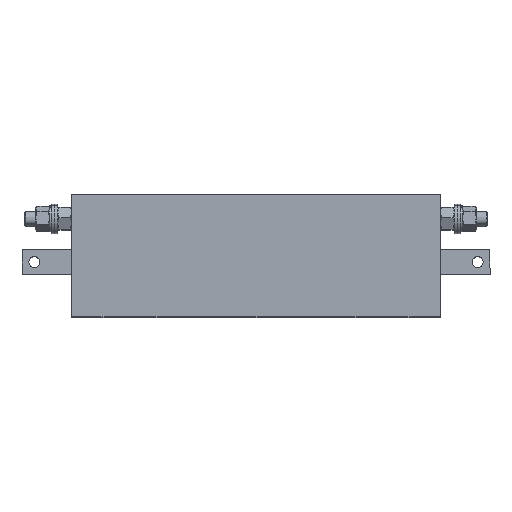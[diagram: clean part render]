
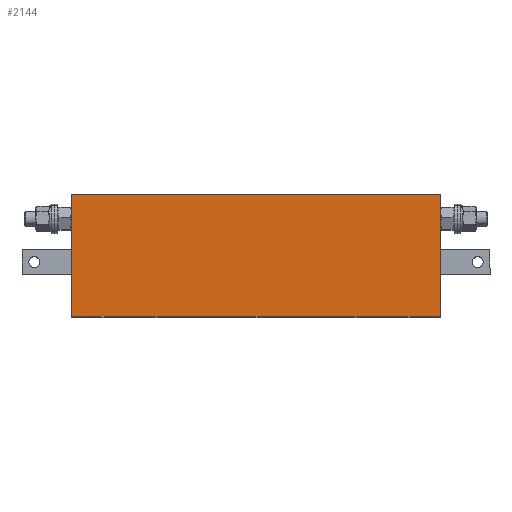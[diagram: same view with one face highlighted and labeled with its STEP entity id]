
A CAD part, top view. The second image highlights one B-rep face of the part: STEP entity #2144.
In plain terms, the highlighted planar face has unit normal (0, 0, 1).
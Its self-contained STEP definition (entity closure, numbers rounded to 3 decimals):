
#262 = LINE ( 'NONE', #1056, #4863 ) ;
#292 = FACE_OUTER_BOUND ( 'NONE', #3136, .T. ) ;
#536 = VECTOR ( 'NONE', #6178, 1000. ) ;
#576 = CARTESIAN_POINT ( 'NONE',  ( 150., 0., 105. ) ) ;
#998 = EDGE_CURVE ( 'Defeature ausgef�hrt1_13+Defeature ausgef�hrt1_12+Defeature ausgef�hrt1_0+Defeature ausgef�hrt1_1', #6963, #4623, #1092, .T. ) ;
#1056 = CARTESIAN_POINT ( 'NONE',  ( -150., 0., 105. ) ) ;
#1084 = EDGE_CURVE ( 'Defeature ausgef�hrt1_14+Defeature ausgef�hrt1_13+Defeature ausgef�hrt1_0+Defeature ausgef�hrt1_1', #3980, #6509, #7075, .T. ) ;
#1092 = LINE ( 'NONE', #2511, #4654 ) ;
#1354 = CARTESIAN_POINT ( 'NONE',  ( -150., 99., 105. ) ) ;
#1465 = ORIENTED_EDGE ( 'NONE', *, *, #6445, .T. ) ;
#2053 = DIRECTION ( 'NONE',  ( -1., 0., 0. ) ) ;
#2144 = ADVANCED_FACE ( 'Defeature ausgef�hrt1_13', ( #292 ), #5414, .F. ) ;
#2379 = CARTESIAN_POINT ( 'NONE',  ( 150., 0., 105. ) ) ;
#2411 = CARTESIAN_POINT ( 'NONE',  ( 150., 0., 105. ) ) ;
#2511 = CARTESIAN_POINT ( 'NONE',  ( 150., 99., 105. ) ) ;
#2558 = AXIS2_PLACEMENT_3D ( 'NONE', #5886, #4806, #2053 ) ;
#2793 = LINE ( 'NONE', #2379, #536 ) ;
#3041 = DIRECTION ( 'NONE',  ( -1., 0., 0. ) ) ;
#3136 = EDGE_LOOP ( 'NONE', ( #1465, #5462, #3797, #3484 ) ) ;
#3352 = CARTESIAN_POINT ( 'NONE',  ( -150., 0., 105. ) ) ;
#3484 = ORIENTED_EDGE ( 'NONE', *, *, #998, .T. ) ;
#3797 = ORIENTED_EDGE ( 'NONE', *, *, #5560, .F. ) ;
#3980 = VERTEX_POINT ( 'NONE', #2411 ) ;
#4295 = CARTESIAN_POINT ( 'NONE',  ( 150., 99., 105. ) ) ;
#4623 = VERTEX_POINT ( 'NONE', #1354 ) ;
#4654 = VECTOR ( 'NONE', #5251, 1000. ) ;
#4806 = DIRECTION ( 'NONE',  ( 0., 0., -1. ) ) ;
#4863 = VECTOR ( 'NONE', #5509, 1000. ) ;
#5196 = VECTOR ( 'NONE', #3041, 1000. ) ;
#5251 = DIRECTION ( 'NONE',  ( -1., 0., 0. ) ) ;
#5414 = PLANE ( 'NONE',  #2558 ) ;
#5462 = ORIENTED_EDGE ( 'NONE', *, *, #1084, .F. ) ;
#5509 = DIRECTION ( 'NONE',  ( 0., -1., 0. ) ) ;
#5560 = EDGE_CURVE ( 'Defeature ausgef�hrt1_0+Defeature ausgef�hrt1_13+Defeature ausgef�hrt1_12+Defeature ausgef�hrt1_14', #6963, #3980, #2793, .T. ) ;
#5886 = CARTESIAN_POINT ( 'NONE',  ( 150., 0., 105. ) ) ;
#6178 = DIRECTION ( 'NONE',  ( 0., -1., 0. ) ) ;
#6445 = EDGE_CURVE ( 'Defeature ausgef�hrt1_13+Defeature ausgef�hrt1_1+Defeature ausgef�hrt1_12+Defeature ausgef�hrt1_14', #4623, #6509, #262, .T. ) ;
#6509 = VERTEX_POINT ( 'NONE', #3352 ) ;
#6963 = VERTEX_POINT ( 'NONE', #4295 ) ;
#7075 = LINE ( 'NONE', #576, #5196 ) ;
